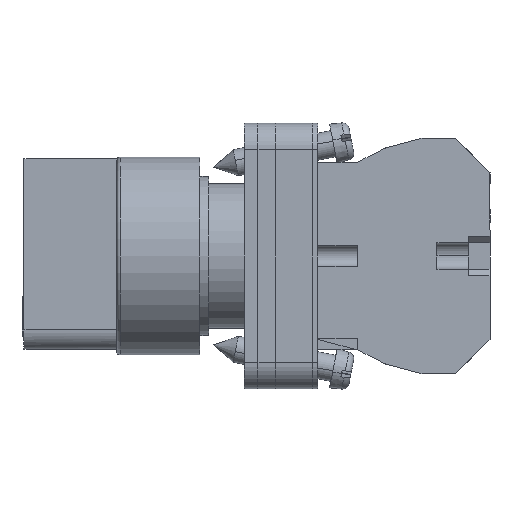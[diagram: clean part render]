
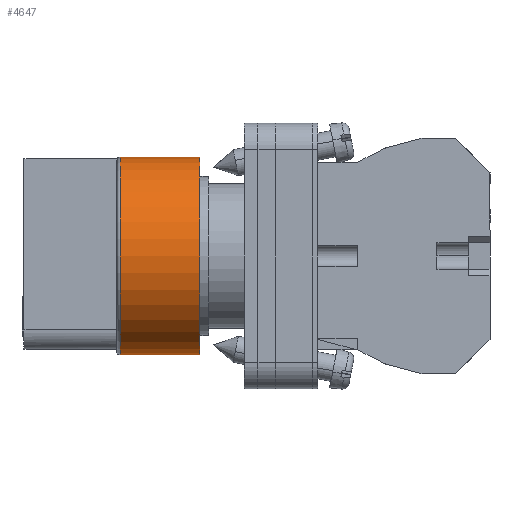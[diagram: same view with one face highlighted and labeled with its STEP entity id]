
A CAD part, left-side view. The second image highlights one B-rep face of the part: STEP entity #4647.
In plain terms, the highlighted cylindrical face has radius 14.925 mm (diameter 29.85 mm), a partial arc.
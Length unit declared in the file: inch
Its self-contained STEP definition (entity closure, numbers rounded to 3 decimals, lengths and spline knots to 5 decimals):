
#110 = VERTEX_POINT ( 'NONE', #6699 ) ;
#373 = VERTEX_POINT ( 'NONE', #6387 ) ;
#818 = CIRCLE ( 'NONE', #13326, 0.5876 ) ;
#958 = CARTESIAN_POINT ( 'NONE',  ( 0., 3.67379, -0.5876 ) ) ;
#1029 = EDGE_CURVE ( 'NONE', #8617, #110, #4086, .T. ) ;
#1637 = VECTOR ( 'NONE', #8087, 39.37008 ) ;
#1657 = FACE_OUTER_BOUND ( 'NONE', #9168, .T. ) ;
#1871 = DIRECTION ( 'NONE',  ( 0., 0., -1. ) ) ;
#2849 = AXIS2_PLACEMENT_3D ( 'NONE', #10985, #4816, #12036 ) ;
#2877 = DIRECTION ( 'NONE',  ( 0., -1., 0. ) ) ;
#3988 = AXIS2_PLACEMENT_3D ( 'NONE', #12112, #11088, #1871 ) ;
#4086 = CIRCLE ( 'NONE', #2849, 0.5876 ) ;
#4647 = ADVANCED_FACE ( 'NONE', ( #1657 ), #9157, .T. ) ;
#4816 = DIRECTION ( 'NONE',  ( 0., 1., 0. ) ) ;
#5002 = EDGE_CURVE ( 'NONE', #373, #110, #7551, .T. ) ;
#5273 = ORIENTED_EDGE ( 'NONE', *, *, #6663, .T. ) ;
#5379 = VERTEX_POINT ( 'NONE', #12824 ) ;
#6387 = CARTESIAN_POINT ( 'NONE',  ( 0., 0.92126, 0.5876 ) ) ;
#6663 = EDGE_CURVE ( 'NONE', #373, #5379, #818, .T. ) ;
#6699 = CARTESIAN_POINT ( 'NONE',  ( 0., 0.44843, 0.5876 ) ) ;
#6718 = LINE ( 'NONE', #958, #1637 ) ;
#7328 = CARTESIAN_POINT ( 'NONE',  ( 0., 0.44843, -0.5876 ) ) ;
#7551 = LINE ( 'NONE', #13269, #13107 ) ;
#7783 = ORIENTED_EDGE ( 'NONE', *, *, #1029, .T. ) ;
#7862 = EDGE_CURVE ( 'NONE', #5379, #8617, #6718, .T. ) ;
#7874 = ORIENTED_EDGE ( 'NONE', *, *, #5002, .F. ) ;
#8087 = DIRECTION ( 'NONE',  ( 0., -1., 0. ) ) ;
#8596 = ORIENTED_EDGE ( 'NONE', *, *, #7862, .T. ) ;
#8617 = VERTEX_POINT ( 'NONE', #7328 ) ;
#8991 = CARTESIAN_POINT ( 'NONE',  ( 0., 0.92126, 0. ) ) ;
#9157 = CYLINDRICAL_SURFACE ( 'NONE', #3988, 0.5876 ) ;
#9168 = EDGE_LOOP ( 'NONE', ( #7874, #5273, #8596, #7783 ) ) ;
#10044 = DIRECTION ( 'NONE',  ( 0., 0., -1. ) ) ;
#10985 = CARTESIAN_POINT ( 'NONE',  ( 0., 0.44843, 0. ) ) ;
#11088 = DIRECTION ( 'NONE',  ( 0., -1., 0. ) ) ;
#11152 = DIRECTION ( 'NONE',  ( 0., -1., 0. ) ) ;
#12036 = DIRECTION ( 'NONE',  ( 0., 0., 1. ) ) ;
#12112 = CARTESIAN_POINT ( 'NONE',  ( 0., 3.67379, 0. ) ) ;
#12824 = CARTESIAN_POINT ( 'NONE',  ( 0., 0.92126, -0.5876 ) ) ;
#13107 = VECTOR ( 'NONE', #11152, 39.37008 ) ;
#13269 = CARTESIAN_POINT ( 'NONE',  ( 0., 3.67379, 0.5876 ) ) ;
#13326 = AXIS2_PLACEMENT_3D ( 'NONE', #8991, #2877, #10044 ) ;
